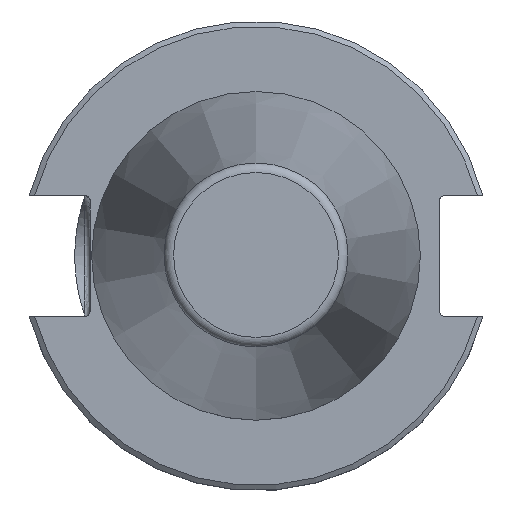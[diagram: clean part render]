
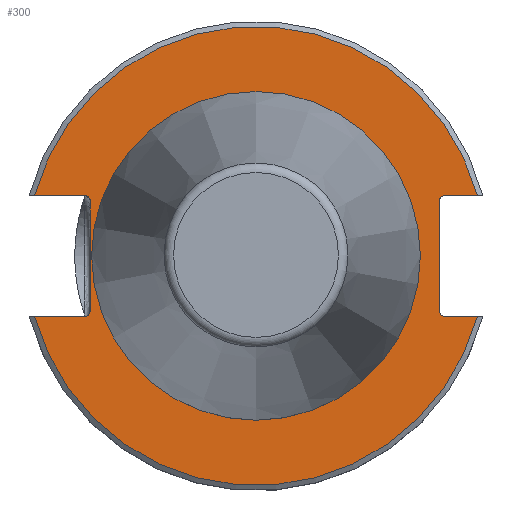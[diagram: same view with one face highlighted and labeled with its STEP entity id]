
A CAD part, top view. The second image highlights one B-rep face of the part: STEP entity #300.
In plain terms, the highlighted planar face has unit normal (0, 0, 1).
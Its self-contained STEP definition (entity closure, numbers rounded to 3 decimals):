
#108=LINE('',#2047,#156);
#109=LINE('',#2050,#157);
#110=LINE('',#2054,#158);
#111=LINE('',#2055,#159);
#112=LINE('',#2059,#160);
#113=LINE('',#2063,#161);
#114=LINE('',#2067,#162);
#115=LINE('',#2071,#163);
#156=VECTOR('',#1476,1.);
#157=VECTOR('',#1477,1.);
#158=VECTOR('',#1480,1.);
#159=VECTOR('',#1481,1.);
#160=VECTOR('',#1484,1.);
#161=VECTOR('',#1487,1.);
#162=VECTOR('',#1490,1.);
#163=VECTOR('',#1493,1.);
#245=FACE_BOUND('',#446,.T.);
#246=FACE_BOUND('',#447,.T.);
#300=ADVANCED_FACE('',(#245,#246),#351,.T.);
#351=PLANE('',#1267);
#446=EDGE_LOOP('',(#609,#610,#611,#612,#613,#614,#615,#616,#617,#618,#619,
#620,#621,#622));
#447=EDGE_LOOP('',(#623));
#609=ORIENTED_EDGE('',*,*,#1020,.T.);
#610=ORIENTED_EDGE('',*,*,#1021,.T.);
#611=ORIENTED_EDGE('',*,*,#1022,.F.);
#612=ORIENTED_EDGE('',*,*,#1023,.T.);
#613=ORIENTED_EDGE('',*,*,#1017,.F.);
#614=ORIENTED_EDGE('',*,*,#1024,.F.);
#615=ORIENTED_EDGE('',*,*,#1025,.F.);
#616=ORIENTED_EDGE('',*,*,#1026,.T.);
#617=ORIENTED_EDGE('',*,*,#1027,.F.);
#618=ORIENTED_EDGE('',*,*,#1028,.T.);
#619=ORIENTED_EDGE('',*,*,#1029,.F.);
#620=ORIENTED_EDGE('',*,*,#1030,.F.);
#621=ORIENTED_EDGE('',*,*,#1031,.F.);
#622=ORIENTED_EDGE('',*,*,#1032,.T.);
#623=ORIENTED_EDGE('',*,*,#1033,.F.);
#884=VERTEX_POINT('',#2032);
#885=VERTEX_POINT('',#2033);
#886=VERTEX_POINT('',#2048);
#887=VERTEX_POINT('',#2049);
#888=VERTEX_POINT('',#2051);
#889=VERTEX_POINT('',#2053);
#890=VERTEX_POINT('',#2056);
#891=VERTEX_POINT('',#2058);
#892=VERTEX_POINT('',#2060);
#893=VERTEX_POINT('',#2062);
#894=VERTEX_POINT('',#2064);
#895=VERTEX_POINT('',#2066);
#896=VERTEX_POINT('',#2068);
#897=VERTEX_POINT('',#2070);
#898=VERTEX_POINT('',#2073);
#1017=EDGE_CURVE('',#884,#885,#1134,.T.);
#1020=EDGE_CURVE('',#886,#887,#108,.T.);
#1021=EDGE_CURVE('',#887,#888,#109,.T.);
#1022=EDGE_CURVE('',#889,#888,#1135,.T.);
#1023=EDGE_CURVE('',#889,#885,#110,.T.);
#1024=EDGE_CURVE('',#890,#884,#111,.T.);
#1025=EDGE_CURVE('',#891,#890,#1136,.T.);
#1026=EDGE_CURVE('',#891,#892,#112,.T.);
#1027=EDGE_CURVE('',#893,#892,#1137,.T.);
#1028=EDGE_CURVE('',#893,#894,#113,.T.);
#1029=EDGE_CURVE('',#895,#894,#1138,.T.);
#1030=EDGE_CURVE('',#896,#895,#114,.T.);
#1031=EDGE_CURVE('',#897,#896,#1139,.T.);
#1032=EDGE_CURVE('',#897,#886,#115,.T.);
#1033=EDGE_CURVE('',#898,#898,#1140,.T.);
#1134=CIRCLE('',#1259,31.036);
#1135=CIRCLE('',#1261,0.75);
#1136=CIRCLE('',#1262,0.75);
#1137=CIRCLE('',#1263,0.75);
#1138=CIRCLE('',#1264,31.036);
#1139=CIRCLE('',#1265,0.75);
#1140=CIRCLE('',#1266,22.225);
#1259=AXIS2_PLACEMENT_3D('',#2031,#1472,#1473);
#1261=AXIS2_PLACEMENT_3D('',#2052,#1478,#1479);
#1262=AXIS2_PLACEMENT_3D('',#2057,#1482,#1483);
#1263=AXIS2_PLACEMENT_3D('',#2061,#1485,#1486);
#1264=AXIS2_PLACEMENT_3D('',#2065,#1488,#1489);
#1265=AXIS2_PLACEMENT_3D('',#2069,#1491,#1492);
#1266=AXIS2_PLACEMENT_3D('',#2072,#1494,#1495);
#1267=AXIS2_PLACEMENT_3D('',#2074,#1496,#1497);
#1472=DIRECTION('',(0.,0.,-1.));
#1473=DIRECTION('',(0.965,-0.264,0.));
#1476=DIRECTION('',(0.,-1.,0.));
#1477=DIRECTION('',(0.,-1.,0.));
#1478=DIRECTION('',(0.,0.,1.));
#1479=DIRECTION('',(0.,-1.,0.));
#1480=DIRECTION('',(-1.,0.,0.));
#1481=DIRECTION('',(1.,0.,0.));
#1482=DIRECTION('',(0.,0.,1.));
#1483=DIRECTION('',(-1.,0.,0.));
#1484=DIRECTION('',(0.,1.,0.));
#1485=DIRECTION('',(0.,0.,1.));
#1486=DIRECTION('',(0.,1.,0.));
#1487=DIRECTION('',(1.,0.,0.));
#1488=DIRECTION('',(0.,0.,-1.));
#1489=DIRECTION('',(0.,1.,0.));
#1490=DIRECTION('',(-1.,0.,0.));
#1491=DIRECTION('',(0.,0.,1.));
#1492=DIRECTION('',(1.,0.,0.));
#1493=DIRECTION('',(0.,-1.,0.));
#1494=DIRECTION('',(0.,0.,1.));
#1495=DIRECTION('',(1.,0.,0.));
#1496=DIRECTION('',(0.,0.,1.));
#1497=DIRECTION('',(0.,-1.,0.));
#2031=CARTESIAN_POINT('',(0.,0.,-3.17));
#2032=CARTESIAN_POINT('',(29.936,-8.19,-3.17));
#2033=CARTESIAN_POINT('',(-29.936,-8.19,-3.17));
#2047=CARTESIAN_POINT('',(-22.42,0.,-3.17));
#2048=CARTESIAN_POINT('',(-22.42,5.243,-3.17));
#2049=CARTESIAN_POINT('',(-22.42,-5.243,-3.17));
#2050=CARTESIAN_POINT('',(-22.42,-5.243,-3.17));
#2051=CARTESIAN_POINT('',(-22.42,-7.44,-3.17));
#2052=CARTESIAN_POINT('',(-23.17,-7.44,-3.17));
#2053=CARTESIAN_POINT('',(-23.17,-8.19,-3.17));
#2054=CARTESIAN_POINT('',(-23.17,-8.19,-3.17));
#2055=CARTESIAN_POINT('',(25.58,-8.19,-3.17));
#2056=CARTESIAN_POINT('',(25.58,-8.19,-3.17));
#2057=CARTESIAN_POINT('',(25.58,-7.44,-3.17));
#2058=CARTESIAN_POINT('',(24.83,-7.44,-3.17));
#2059=CARTESIAN_POINT('',(24.83,-7.44,-3.17));
#2060=CARTESIAN_POINT('',(24.83,7.44,-3.17));
#2061=CARTESIAN_POINT('',(25.58,7.44,-3.17));
#2062=CARTESIAN_POINT('',(25.58,8.19,-3.17));
#2063=CARTESIAN_POINT('',(25.58,8.19,-3.17));
#2064=CARTESIAN_POINT('',(29.936,8.19,-3.17));
#2065=CARTESIAN_POINT('',(0.,0.,-3.17));
#2066=CARTESIAN_POINT('',(-29.936,8.19,-3.17));
#2067=CARTESIAN_POINT('',(-23.17,8.19,-3.17));
#2068=CARTESIAN_POINT('',(-23.17,8.19,-3.17));
#2069=CARTESIAN_POINT('',(-23.17,7.44,-3.17));
#2070=CARTESIAN_POINT('',(-22.42,7.44,-3.17));
#2071=CARTESIAN_POINT('',(-22.42,7.44,-3.17));
#2072=CARTESIAN_POINT('',(0.,0.,-3.17));
#2073=CARTESIAN_POINT('',(22.225,0.,-3.17));
#2074=CARTESIAN_POINT('',(0.,0.,-3.17));
